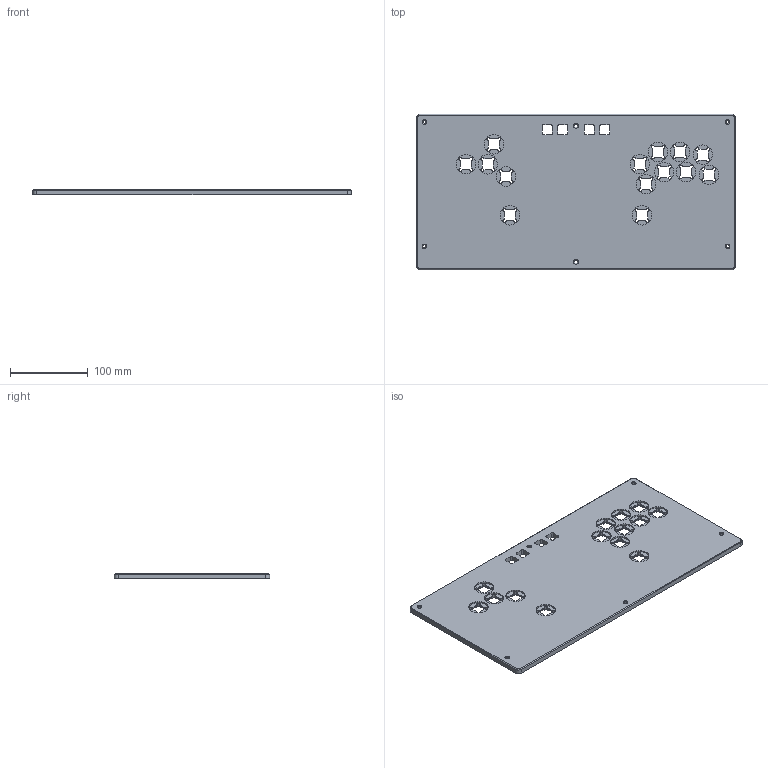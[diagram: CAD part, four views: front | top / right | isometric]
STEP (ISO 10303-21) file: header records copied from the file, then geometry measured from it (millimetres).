
FILE_DESCRIPTION(('FreeCAD Model'),'2;1');
FILE_NAME('Open CASCADE Shape Model','2024-02-02T00:25:38',(''),(''), 'Open CASCADE STEP processor 7.6','FreeCAD','Unknown');
FILE_SCHEMA(('AUTOMOTIVE_DESIGN { 1 0 10303 214 1 1 1 1 }'));
Length unit declared in the file: millimetre
Products named in the file (1): top
Bounding box: 410 x 200 x 7 mm (x, y, z)
Volume: 533974.7 mm3; surface area: 172639.7 mm2
Topology: 1 solids, 1 shells, 412 faces, 1174 edges, 778 vertices
Faces by surface type: plane 208, cylinder 194, cone 10
Full cylindrical faces by diameter (mm): 4 x6, 25 x14
Entity records: 13846 total; most frequent: DIRECTION 2622, CARTESIAN_POINT 2365, ORIENTED_EDGE 2348, EDGE_CURVE 1174, AXIS2_PLACEMENT_3D 1035, VERTEX_POINT 778, LINE 552, VECTOR 552
